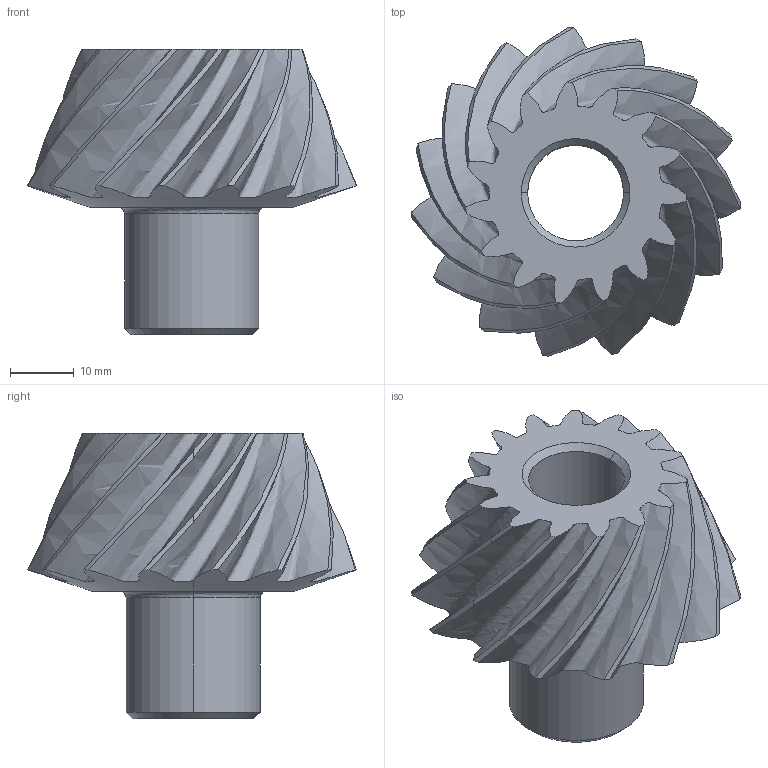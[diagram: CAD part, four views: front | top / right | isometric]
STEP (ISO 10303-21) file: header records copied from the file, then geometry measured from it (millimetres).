
FILE_DESCRIPTION (( 'STEP AP214' ), '1' );
FILE_NAME ('Bevel02.STEP', '2012-05-16T19:02:42', ( '' ), ( '' ), 'SwSTEP 2.0', 'SolidWorks 2011', '' );
FILE_SCHEMA (( 'AUTOMOTIVE_DESIGN' ));
Length unit declared in the file: millimetre
Products named in the file (1): Bevel02
Bounding box: 51.6 x 51.47 x 44.73 mm (x, y, z)
Volume: 27410.3 mm3; surface area: 10871.7 mm2
Topology: 1 solids, 1 shells, 49 faces, 132 edges, 86 vertices
Faces by surface type: cone 25, bspline 17, cylinder 4, plane 3
Entity records: 7726 total; most frequent: CARTESIAN_POINT 6605, ORIENTED_EDGE 264, DIRECTION 176, EDGE_CURVE 132, VERTEX_POINT 86, AXIS2_PLACEMENT_3D 81, B_SPLINE_CURVE_WITH_KNOTS 68, EDGE_LOOP 52
